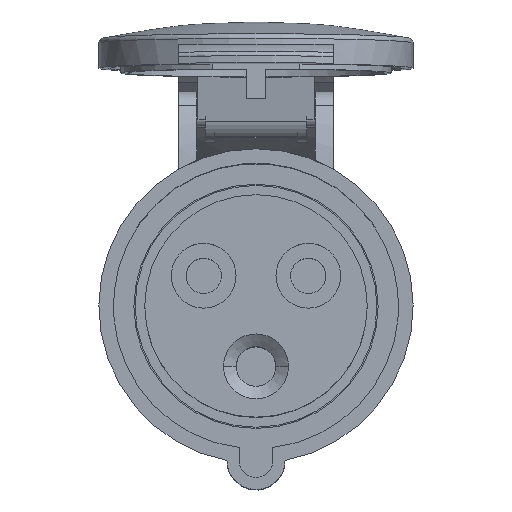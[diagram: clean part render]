
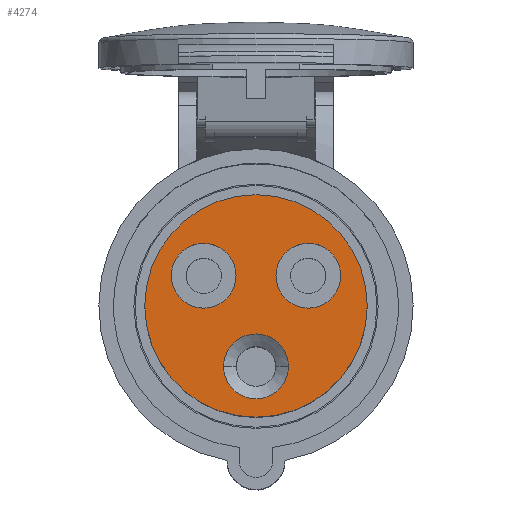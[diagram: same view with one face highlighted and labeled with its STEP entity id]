
A CAD part, top view. The second image highlights one B-rep face of the part: STEP entity #4274.
In plain terms, the highlighted planar face has unit normal (0, 0, 1).
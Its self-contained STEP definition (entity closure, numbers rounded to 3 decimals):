
#3697=CARTESIAN_POINT('',(0.,0.,48.5));
#3698=DIRECTION('',(0.,0.,1.));
#3699=DIRECTION('',(1.,0.,0.));
#3700=AXIS2_PLACEMENT_3D('',#3697,#3698,#3699);
#3702=CARTESIAN_POINT('',(0.,0.,48.5));
#3703=DIRECTION('',(0.,0.,1.));
#3704=DIRECTION('',(-1.,0.,0.));
#3705=AXIS2_PLACEMENT_3D('',#3702,#3703,#3704);
#3707=CARTESIAN_POINT('',(-10.825,6.25,48.5));
#3708=DIRECTION('',(0.,0.,1.));
#3709=DIRECTION('',(1.,0.,0.));
#3710=AXIS2_PLACEMENT_3D('',#3707,#3708,#3709);
#3712=CARTESIAN_POINT('',(-10.825,6.25,48.5));
#3713=DIRECTION('',(0.,0.,1.));
#3714=DIRECTION('',(-1.,0.,0.));
#3715=AXIS2_PLACEMENT_3D('',#3712,#3713,#3714);
#3717=CARTESIAN_POINT('',(10.825,6.25,48.5));
#3718=DIRECTION('',(0.,0.,1.));
#3719=DIRECTION('',(1.,0.,0.));
#3720=AXIS2_PLACEMENT_3D('',#3717,#3718,#3719);
#3722=CARTESIAN_POINT('',(10.825,6.25,48.5));
#3723=DIRECTION('',(0.,0.,1.));
#3724=DIRECTION('',(-1.,0.,0.));
#3725=AXIS2_PLACEMENT_3D('',#3722,#3723,#3724);
#3727=CARTESIAN_POINT('',(0.,-12.5,48.5));
#3728=DIRECTION('',(0.,0.,-1.));
#3729=DIRECTION('',(-1.,0.,0.));
#3730=AXIS2_PLACEMENT_3D('',#3727,#3728,#3729);
#3732=CARTESIAN_POINT('',(0.,-12.5,48.5));
#3733=DIRECTION('',(0.,0.,-1.));
#3734=DIRECTION('',(1.,0.,0.));
#3735=AXIS2_PLACEMENT_3D('',#3732,#3733,#3734);
#4125=CARTESIAN_POINT('',(23.,0.,48.5));
#4126=CARTESIAN_POINT('',(-23.,0.,48.5));
#4127=VERTEX_POINT('',#4125);
#4128=VERTEX_POINT('',#4126);
#4153=CARTESIAN_POINT('',(-4.125,6.25,48.5));
#4154=CARTESIAN_POINT('',(-17.525,6.25,48.5));
#4155=VERTEX_POINT('',#4153);
#4156=VERTEX_POINT('',#4154);
#4157=CARTESIAN_POINT('',(17.525,6.25,48.5));
#4158=CARTESIAN_POINT('',(4.125,6.25,48.5));
#4159=VERTEX_POINT('',#4157);
#4160=VERTEX_POINT('',#4158);
#4181=CARTESIAN_POINT('',(-6.7,-12.5,48.5));
#4182=CARTESIAN_POINT('',(6.7,-12.5,48.5));
#4183=VERTEX_POINT('',#4181);
#4184=VERTEX_POINT('',#4182);
#4245=CARTESIAN_POINT('',(0.,0.,48.5));
#4246=DIRECTION('',(0.,0.,1.));
#4247=DIRECTION('',(1.,0.,0.));
#4248=AXIS2_PLACEMENT_3D('',#4245,#4246,#4247);
#4249=PLANE('',#4248);
#4251=ORIENTED_EDGE('',*,*,#4250,.F.);
#4253=ORIENTED_EDGE('',*,*,#4252,.F.);
#4254=EDGE_LOOP('',(#4251,#4253));
#4255=FACE_OUTER_BOUND('',#4254,.F.);
#4257=ORIENTED_EDGE('',*,*,#4256,.T.);
#4259=ORIENTED_EDGE('',*,*,#4258,.T.);
#4260=EDGE_LOOP('',(#4257,#4259));
#4261=FACE_BOUND('',#4260,.F.);
#4263=ORIENTED_EDGE('',*,*,#4262,.T.);
#4265=ORIENTED_EDGE('',*,*,#4264,.T.);
#4266=EDGE_LOOP('',(#4263,#4265));
#4267=FACE_BOUND('',#4266,.F.);
#4269=ORIENTED_EDGE('',*,*,#4268,.F.);
#4271=ORIENTED_EDGE('',*,*,#4270,.F.);
#4272=EDGE_LOOP('',(#4269,#4271));
#4273=FACE_BOUND('',#4272,.F.);
#4274=ADVANCED_FACE('',(#4255,#4261,#4267,#4273),#4249,.T.);
#3701=CIRCLE('',#3700,23.);
#3706=CIRCLE('',#3705,23.);
#3711=CIRCLE('',#3710,6.7);
#3716=CIRCLE('',#3715,6.7);
#3721=CIRCLE('',#3720,6.7);
#3726=CIRCLE('',#3725,6.7);
#3731=CIRCLE('',#3730,6.7);
#3736=CIRCLE('',#3735,6.7);
#4250=EDGE_CURVE('',#4127,#4128,#3701,.T.);
#4252=EDGE_CURVE('',#4128,#4127,#3706,.T.);
#4256=EDGE_CURVE('',#4155,#4156,#3711,.T.);
#4258=EDGE_CURVE('',#4156,#4155,#3716,.T.);
#4262=EDGE_CURVE('',#4159,#4160,#3721,.T.);
#4264=EDGE_CURVE('',#4160,#4159,#3726,.T.);
#4268=EDGE_CURVE('',#4183,#4184,#3731,.T.);
#4270=EDGE_CURVE('',#4184,#4183,#3736,.T.);
